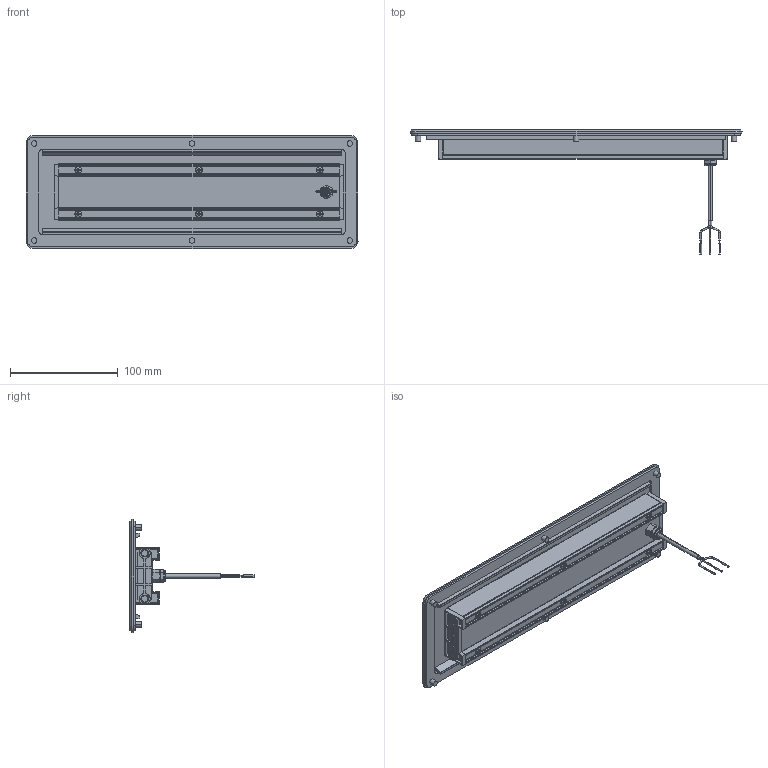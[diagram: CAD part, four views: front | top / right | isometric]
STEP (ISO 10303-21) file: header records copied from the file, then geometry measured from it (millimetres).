
FILE_DESCRIPTION (( 'STEP AP203' ), '1' );
FILE_NAME ('8_LF3D-F2B[1][2]B05M_rev0.0.STEP', '2021-03-25T04:39:51', ( '' ), ( '' ), 'SwSTEP 2.0', 'SolidWorks 2019', '' );
FILE_SCHEMA (( 'CONFIG_CONTROL_DESIGN' ));
Length unit declared in the file: millimetre
Products named in the file (6): LF-CABLE-GLAND-M8x1_蹬怮椔; HSCS-M5x10_蹬怮椔; 8_LF3D-F2B[1][2]B05M_rev0.0; LF3D-F2-BODY-B0_蹬怮椔; LF3D-F-SIDE_CV-B_蹬怮椔; LF3D-S-CABLE-3C_蹬怮椔
Assembly tree (11 placements, depth 2):
  8_LF3D-F2B[1][2]B05M_rev0.0
    LF3D-F2-BODY-B0_蹬怮椔
    LF3D-F-SIDE_CV-B_蹬怮椔  x2
    LF3D-S-CABLE-3C_蹬怮椔
    LF-CABLE-GLAND-M8x1_蹬怮椔
    HSCS-M5x10_蹬怮椔  x6
Bounding box: 308 x 115.04 x 105 mm (x, y, z)
Volume: 385586.8 mm3; surface area: 104878.8 mm2
Topology: 11 solids, 11 shells, 740 faces, 1856 edges, 1195 vertices
Faces by surface type: plane 423, cylinder 214, cone 79, sphere 12, bspline 12
Entity records: 19397 total; most frequent: CARTESIAN_POINT 3847, DIRECTION 3203, ORIENTED_EDGE 3028, EDGE_CURVE 1514, AXIS2_PLACEMENT_3D 1150, VERTEX_POINT 975, VECTOR 903, LINE 903
